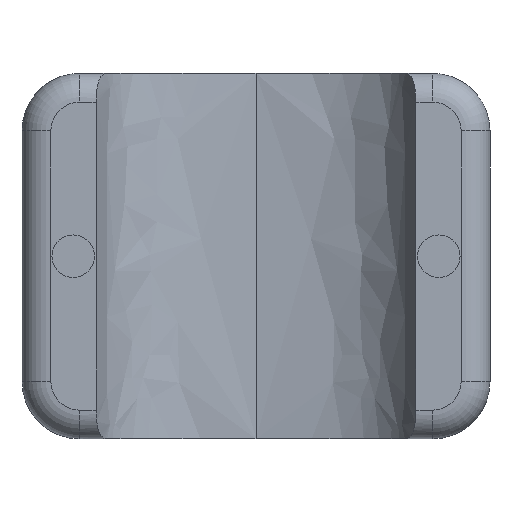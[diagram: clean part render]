
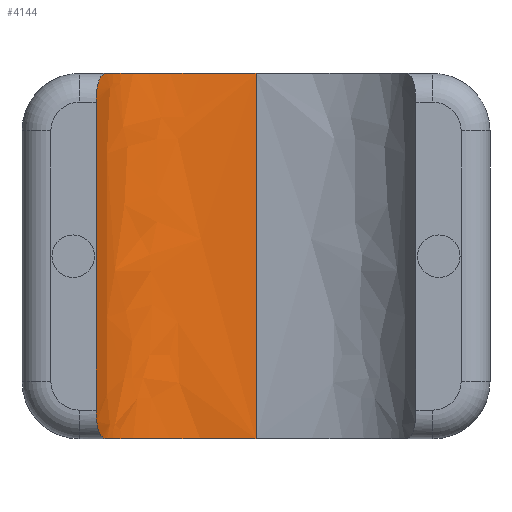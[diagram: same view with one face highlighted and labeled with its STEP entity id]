
A CAD part, front view. The second image highlights one B-rep face of the part: STEP entity #4144.
In plain terms, the highlighted free-form (B-spline) face has degree [3, 1] with [4, 2] control points.
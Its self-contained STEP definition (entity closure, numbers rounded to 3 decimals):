
#273 = CARTESIAN_POINT ( 'NONE',  ( 1.549, 1.081, 6.35 ) ) ;
#333 = ORIENTED_EDGE ( 'NONE', *, *, #390, .F. ) ;
#345 = VERTEX_POINT ( 'NONE', #2265 ) ;
#358 = ORIENTED_EDGE ( 'NONE', *, *, #3793, .T. ) ;
#387 = CARTESIAN_POINT ( 'NONE',  ( 2.745, 1.58, 0. ) ) ;
#390 = EDGE_CURVE ( 'NONE', #1482, #345, #3230, .T. ) ;
#439 = B_SPLINE_CURVE_WITH_KNOTS ( 'NONE', 3,
 ( #1844, #3156, #607, #2552, #887, #3896, #3224, #2194 ),
 .UNSPECIFIED., .F., .F.,
 ( 4, 2, 2, 4 ),
 ( 0., 0., 0.001, 0.001 ),
 .UNSPECIFIED. ) ;
#521 = CARTESIAN_POINT ( 'NONE',  ( 4.065, 1.58, 0. ) ) ;
#607 = CARTESIAN_POINT ( 'NONE',  ( 1.3, 0.06, 0.229 ) ) ;
#644 = B_SPLINE_SURFACE_WITH_KNOTS ( 'NONE', 3, 1, ( 
 ( #521, #2576 ),
 ( #1922, #4222 ),
 ( #1888, #273 ),
 ( #1595, #1838 ) ),
 .UNSPECIFIED., .F., .F., .F.,
 ( 4, 4 ),
 ( 2, 2 ),
 ( 0., 1. ),
 ( 0., 1. ),
 .UNSPECIFIED. ) ;
#859 = CARTESIAN_POINT ( 'NONE',  ( 1.882, 1.236, 6.35 ) ) ;
#887 = CARTESIAN_POINT ( 'NONE',  ( 1.366, 0.26, 0.057 ) ) ;
#900 = VECTOR ( 'NONE', #3844, 1000. ) ;
#946 = VERTEX_POINT ( 'NONE', #4123 ) ;
#1300 = B_SPLINE_CURVE_WITH_KNOTS ( 'NONE', 3,
 ( #3152, #1549, #4198, #2526, #2482, #1570 ),
 .UNSPECIFIED., .F., .F.,
 ( 4, 2, 4 ),
 ( 0., 0., 0.001 ),
 .UNSPECIFIED. ) ;
#1482 = VERTEX_POINT ( 'NONE', #1666 ) ;
#1549 = CARTESIAN_POINT ( 'NONE',  ( 1.412, 0.38, 6.35 ) ) ;
#1570 = CARTESIAN_POINT ( 'NONE',  ( 1.288, 0., 5.85 ) ) ;
#1595 = CARTESIAN_POINT ( 'NONE',  ( 1.288, 0., 0. ) ) ;
#1631 = LINE ( 'NONE', #4242, #2276 ) ;
#1660 = CARTESIAN_POINT ( 'NONE',  ( 1.288, 0., 0.5 ) ) ;
#1666 = CARTESIAN_POINT ( 'NONE',  ( 4.065, 1.58, 0. ) ) ;
#1838 = CARTESIAN_POINT ( 'NONE',  ( 1.288, 0., 6.35 ) ) ;
#1844 = CARTESIAN_POINT ( 'NONE',  ( 1.288, 0., 0.5 ) ) ;
#1888 = CARTESIAN_POINT ( 'NONE',  ( 1.549, 1.081, 0. ) ) ;
#1901 = CARTESIAN_POINT ( 'NONE',  ( 2.745, 1.58, 6.35 ) ) ;
#1922 = CARTESIAN_POINT ( 'NONE',  ( 2.475, 1.58, 0. ) ) ;
#1964 = VERTEX_POINT ( 'NONE', #1660 ) ;
#2194 = CARTESIAN_POINT ( 'NONE',  ( 1.478, 0.5, 0. ) ) ;
#2265 = CARTESIAN_POINT ( 'NONE',  ( 1.478, 0.5, 0. ) ) ;
#2276 = VECTOR ( 'NONE', #3907, 1000. ) ;
#2313 = EDGE_LOOP ( 'NONE', ( #3039, #3029, #2686, #3083, #333, #358 ) ) ;
#2323 = B_SPLINE_CURVE_WITH_KNOTS ( 'NONE', 3,
 ( #2572, #1901, #859, #2509 ),
 .UNSPECIFIED., .F., .F.,
 ( 4, 4 ),
 ( 0., 0.83 ),
 .UNSPECIFIED. ) ;
#2482 = CARTESIAN_POINT ( 'NONE',  ( 1.288, 0., 5.988 ) ) ;
#2483 = LINE ( 'NONE', #2854, #900 ) ;
#2509 = CARTESIAN_POINT ( 'NONE',  ( 1.478, 0.5, 6.35 ) ) ;
#2526 = CARTESIAN_POINT ( 'NONE',  ( 1.3, 0.06, 6.121 ) ) ;
#2552 = CARTESIAN_POINT ( 'NONE',  ( 1.346, 0.203, 0.092 ) ) ;
#2554 = EDGE_CURVE ( 'NONE', #3421, #946, #1300, .T. ) ;
#2572 = CARTESIAN_POINT ( 'NONE',  ( 4.065, 1.58, 6.35 ) ) ;
#2576 = CARTESIAN_POINT ( 'NONE',  ( 4.065, 1.58, 6.35 ) ) ;
#2686 = ORIENTED_EDGE ( 'NONE', *, *, #3532, .F. ) ;
#2833 = CARTESIAN_POINT ( 'NONE',  ( 1.478, 0.5, 6.35 ) ) ;
#2854 = CARTESIAN_POINT ( 'NONE',  ( 1.288, 0., 0. ) ) ;
#2954 = CARTESIAN_POINT ( 'NONE',  ( 4.065, 1.58, 6.35 ) ) ;
#3025 = EDGE_CURVE ( 'NONE', #1964, #345, #439, .T. ) ;
#3029 = ORIENTED_EDGE ( 'NONE', *, *, #2554, .T. ) ;
#3039 = ORIENTED_EDGE ( 'NONE', *, *, #3455, .T. ) ;
#3083 = ORIENTED_EDGE ( 'NONE', *, *, #3025, .T. ) ;
#3152 = CARTESIAN_POINT ( 'NONE',  ( 1.478, 0.5, 6.35 ) ) ;
#3156 = CARTESIAN_POINT ( 'NONE',  ( 1.287, 0., 0.363 ) ) ;
#3224 = CARTESIAN_POINT ( 'NONE',  ( 1.445, 0.44, 0. ) ) ;
#3230 = B_SPLINE_CURVE_WITH_KNOTS ( 'NONE', 3,
 ( #3962, #387, #3303, #3984 ),
 .UNSPECIFIED., .F., .F.,
 ( 4, 4 ),
 ( 0., 0.83 ),
 .UNSPECIFIED. ) ;
#3303 = CARTESIAN_POINT ( 'NONE',  ( 1.882, 1.236, 0. ) ) ;
#3421 = VERTEX_POINT ( 'NONE', #2833 ) ;
#3455 = EDGE_CURVE ( 'NONE', #3568, #3421, #2323, .T. ) ;
#3460 = FACE_OUTER_BOUND ( 'NONE', #2313, .T. ) ;
#3532 = EDGE_CURVE ( 'NONE', #1964, #946, #2483, .T. ) ;
#3568 = VERTEX_POINT ( 'NONE', #2954 ) ;
#3793 = EDGE_CURVE ( 'NONE', #1482, #3568, #1631, .T. ) ;
#3844 = DIRECTION ( 'NONE',  ( 0., 0., 1. ) ) ;
#3896 = CARTESIAN_POINT ( 'NONE',  ( 1.416, 0.378, 0.011 ) ) ;
#3907 = DIRECTION ( 'NONE',  ( 0., 0., 1. ) ) ;
#3962 = CARTESIAN_POINT ( 'NONE',  ( 4.065, 1.58, 0. ) ) ;
#3984 = CARTESIAN_POINT ( 'NONE',  ( 1.478, 0.5, 0. ) ) ;
#4123 = CARTESIAN_POINT ( 'NONE',  ( 1.288, 0., 5.85 ) ) ;
#4144 = ADVANCED_FACE ( 'NONE', ( #3460 ), #644, .F. ) ;
#4198 = CARTESIAN_POINT ( 'NONE',  ( 1.362, 0.252, 6.304 ) ) ;
#4222 = CARTESIAN_POINT ( 'NONE',  ( 2.475, 1.58, 6.35 ) ) ;
#4242 = CARTESIAN_POINT ( 'NONE',  ( 4.065, 1.58, 0. ) ) ;
